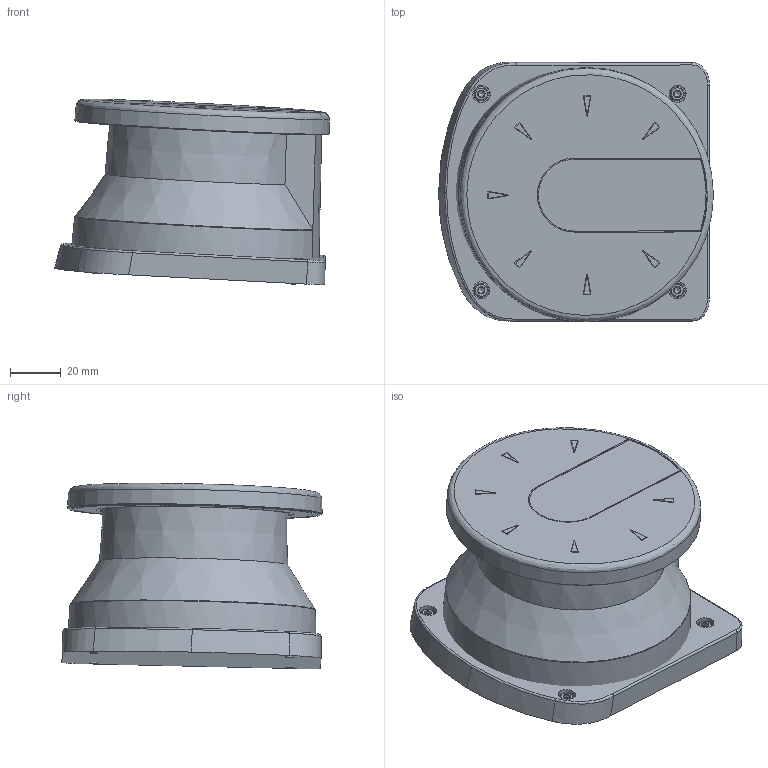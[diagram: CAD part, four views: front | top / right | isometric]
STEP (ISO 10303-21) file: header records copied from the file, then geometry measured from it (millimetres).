
FILE_DESCRIPTION (( 'STEP AP214' ), '1' );
FILE_NAME ('SLS-WINDOW.STEP', '2021-03-04T11:12:15', ( '' ), ( '' ), 'SwSTEP 2.0', 'SolidWorks 2019', '' );
FILE_SCHEMA (( 'AUTOMOTIVE_DESIGN' ));
Length unit declared in the file: inch
Products named in the file (1): SLS-WINDOW
Bounding box: 107.75 x 102.02 x 72.74 mm (x, y, z)
Volume: 429008.4 mm3; surface area: 83165 mm2
Topology: 8 solids, 10 shells, 294 faces, 649 edges, 403 vertices
Faces by surface type: plane 128, cone 66, bspline 60, cylinder 40
Full cylindrical faces by diameter (mm): 1.6 x1, 2.95 x4, 5.5 x4, 6.664 x2, 6.8 x2, 96 x1
Entity records: 12412 total; most frequent: CARTESIAN_POINT 6650, ORIENTED_EDGE 1164, DIRECTION 1019, EDGE_CURVE 582, AXIS2_PLACEMENT_3D 407, VERTEX_POINT 385, EDGE_LOOP 371, FACE_OUTER_BOUND 321
